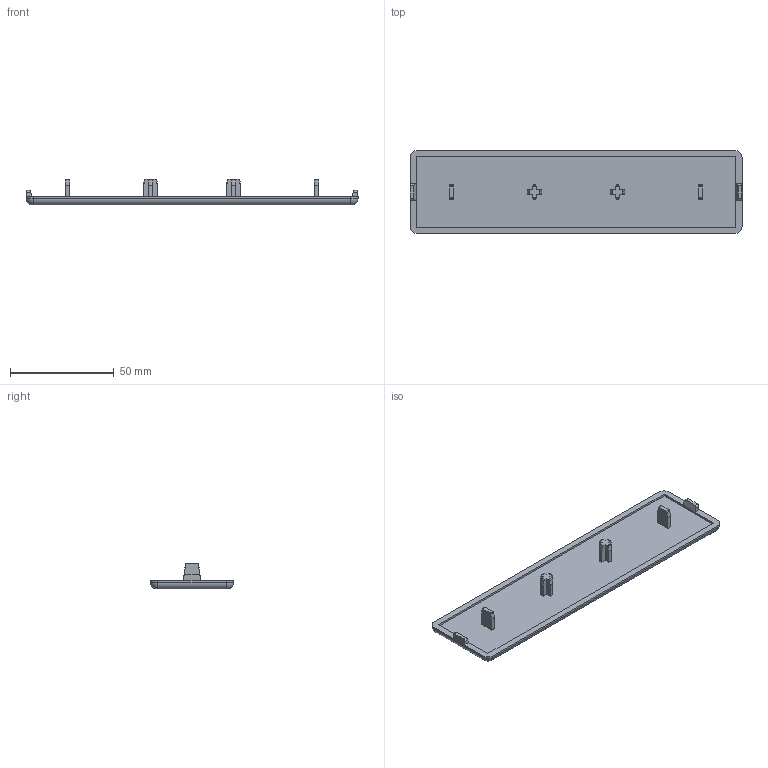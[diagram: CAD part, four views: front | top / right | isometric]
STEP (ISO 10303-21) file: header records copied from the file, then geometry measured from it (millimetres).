
FILE_DESCRIPTION (( 'STEP AP214' ), '1' );
FILE_NAME ('091209.STEP', '2013-12-05T11:06:07', ( '' ), ( '' ), 'SwSTEP 2.0', 'SolidWorks 2012', '' );
FILE_SCHEMA (( 'AUTOMOTIVE_DESIGN' ));
Length unit declared in the file: millimetre
Products named in the file (1): 091209
Bounding box: 160 x 40 x 12.5 mm (x, y, z)
Volume: 20358 mm3; surface area: 15126.7 mm2
Topology: 1 solids, 1 shells, 103 faces, 274 edges, 178 vertices
Faces by surface type: plane 45, cylinder 26, torus 18, cone 14
Entity records: 3330 total; most frequent: CARTESIAN_POINT 760, ORIENTED_EDGE 548, DIRECTION 514, EDGE_CURVE 274, AXIS2_PLACEMENT_3D 188, VERTEX_POINT 178, LINE 138, VECTOR 138
